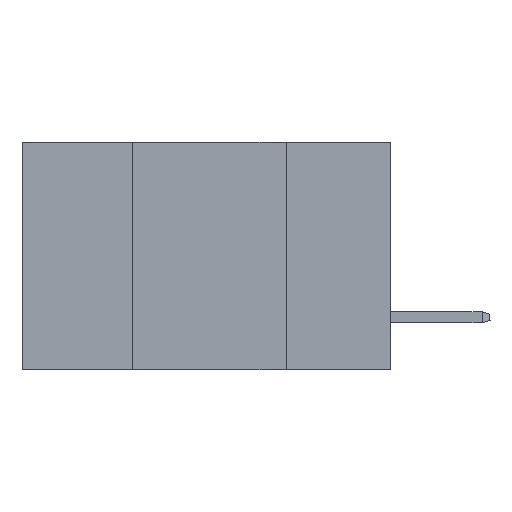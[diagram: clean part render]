
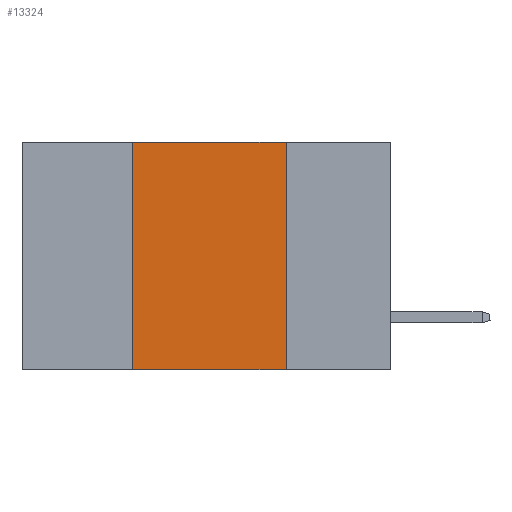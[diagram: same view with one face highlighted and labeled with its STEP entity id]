
A CAD part, left-side view. The second image highlights one B-rep face of the part: STEP entity #13324.
In plain terms, the highlighted planar face has unit normal (-1, 0, 0).
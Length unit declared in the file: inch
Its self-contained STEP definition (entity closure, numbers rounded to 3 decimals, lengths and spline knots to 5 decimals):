
#79 = CARTESIAN_POINT ( 'NONE',  ( 0., 0.17, 0. ) ) ;
#244 = DIRECTION ( 'NONE',  ( 0., -1., 0. ) ) ;
#1631 = PLANE ( 'NONE',  #26315 ) ;
#1826 = ORIENTED_EDGE ( 'NONE', *, *, #17156, .F. ) ;
#3288 = VECTOR ( 'NONE', #24862, 39.37008 ) ;
#4124 = CARTESIAN_POINT ( 'NONE',  ( 0., 0.42, 0. ) ) ;
#4390 = VERTEX_POINT ( 'NONE', #27173 ) ;
#6307 = CARTESIAN_POINT ( 'NONE',  ( 0., 0.6, 0. ) ) ;
#8297 = VECTOR ( 'NONE', #28409, 39.37008 ) ;
#8429 = FACE_OUTER_BOUND ( 'NONE', #10461, .T. ) ;
#9618 = EDGE_CURVE ( 'NONE', #20165, #4390, #20460, .T. ) ;
#9977 = CARTESIAN_POINT ( 'NONE',  ( 0., 0.42, 0. ) ) ;
#10461 = EDGE_LOOP ( 'NONE', ( #19363, #28433, #1826, #17860 ) ) ;
#13164 = DIRECTION ( 'NONE',  ( 0., 0., -1. ) ) ;
#13324 = ADVANCED_FACE ( 'NONE', ( #8429 ), #1631, .F. ) ;
#15088 = DIRECTION ( 'NONE',  ( 1., 0., 0. ) ) ;
#15308 = DIRECTION ( 'NONE',  ( 0., -1., 0. ) ) ;
#16781 = EDGE_CURVE ( 'NONE', #28269, #26955, #24608, .T. ) ;
#17156 = EDGE_CURVE ( 'NONE', #20165, #28269, #27969, .T. ) ;
#17860 = ORIENTED_EDGE ( 'NONE', *, *, #9618, .T. ) ;
#17940 = LINE ( 'NONE', #79, #3288 ) ;
#19363 = ORIENTED_EDGE ( 'NONE', *, *, #20385, .F. ) ;
#19645 = CARTESIAN_POINT ( 'NONE',  ( 0., 0.6, 0. ) ) ;
#20165 = VERTEX_POINT ( 'NONE', #23265 ) ;
#20385 = EDGE_CURVE ( 'NONE', #26955, #4390, #17940, .T. ) ;
#20460 = LINE ( 'NONE', #27396, #27376 ) ;
#23265 = CARTESIAN_POINT ( 'NONE',  ( 0., 0.42, -0.37 ) ) ;
#23471 = CARTESIAN_POINT ( 'NONE',  ( 0., 0.17, 0. ) ) ;
#24608 = LINE ( 'NONE', #6307, #26206 ) ;
#24862 = DIRECTION ( 'NONE',  ( 0., 0., -1. ) ) ;
#26206 = VECTOR ( 'NONE', #15308, 39.37008 ) ;
#26315 = AXIS2_PLACEMENT_3D ( 'NONE', #19645, #15088, #13164 ) ;
#26955 = VERTEX_POINT ( 'NONE', #23471 ) ;
#27173 = CARTESIAN_POINT ( 'NONE',  ( 0., 0.17, -0.37 ) ) ;
#27376 = VECTOR ( 'NONE', #244, 39.37008 ) ;
#27396 = CARTESIAN_POINT ( 'NONE',  ( 0., 0.6, -0.37 ) ) ;
#27969 = LINE ( 'NONE', #9977, #8297 ) ;
#28269 = VERTEX_POINT ( 'NONE', #4124 ) ;
#28409 = DIRECTION ( 'NONE',  ( 0., 0., 1. ) ) ;
#28433 = ORIENTED_EDGE ( 'NONE', *, *, #16781, .F. ) ;
